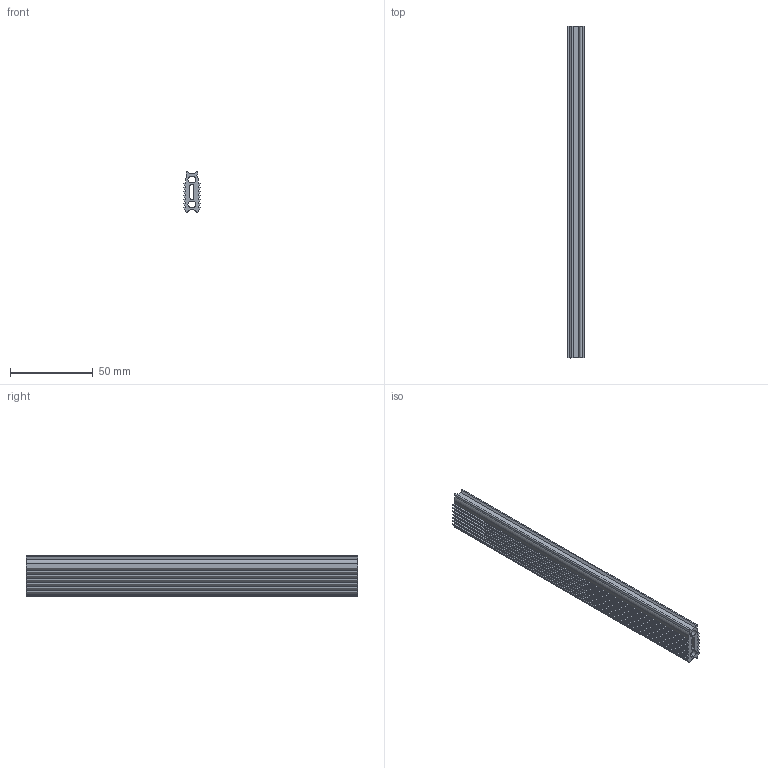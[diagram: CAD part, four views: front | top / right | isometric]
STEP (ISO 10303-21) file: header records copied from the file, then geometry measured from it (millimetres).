
FILE_DESCRIPTION((''),'2;1');
FILE_NAME('','2005-07-15T09:57:09',(''),(''),'','CADfix','');
FILE_SCHEMA(('AUTOMOTIVE_DESIGN'));
Length unit declared in the file: millimetre
Products named in the file (1): gasket
Bounding box: 10.51 x 200 x 24.5 mm (x, y, z)
Volume: 27746.1 mm3; surface area: 29372.7 mm2
Topology: 1 solids, 1 shells, 84 faces, 246 edges, 164 vertices
Faces by surface type: bspline 84
Entity records: 2734 total; most frequent: CARTESIAN_POINT 1297, ORIENTED_EDGE 492, EDGE_CURVE 246, QUASI_UNIFORM_CURVE 192, VERTEX_POINT 164, EDGE_LOOP 90, FACE_OUTER_BOUND 84, ADVANCED_FACE 84
